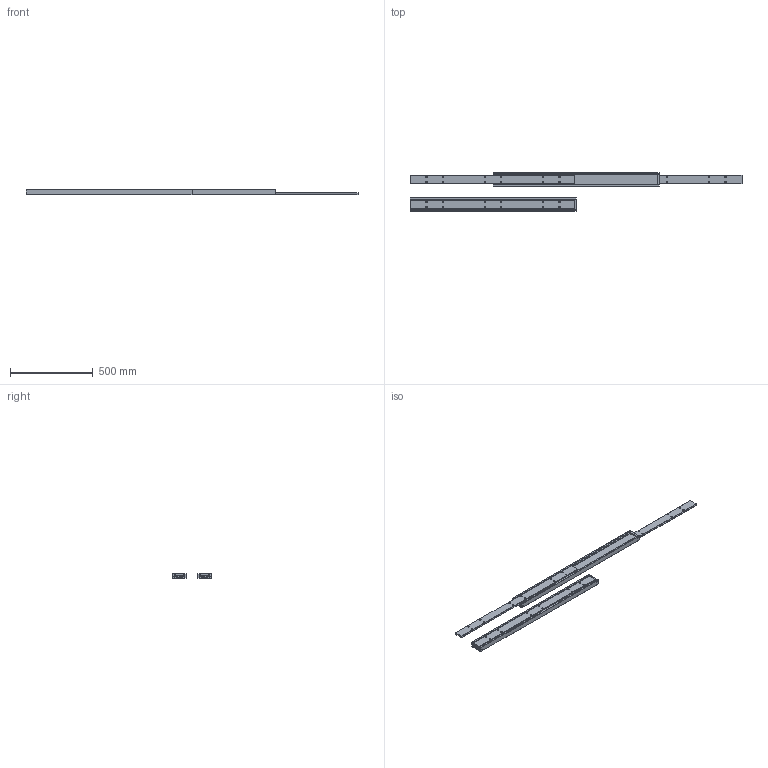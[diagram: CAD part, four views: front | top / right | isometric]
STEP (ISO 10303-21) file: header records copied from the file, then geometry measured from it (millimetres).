
FILE_DESCRIPTION(/* description */ ('Zusammenbau xx4180-080-035-0100U'),/* implementation_level */ '2;1');
FILE_NAME(/* name */ 'xx4180-080-035-0100U.stp',/* time_stamp */ '2022-06-27T13:52:49+02:00',/* author */ ('rkath'),/* organization */ ('ACCURIDE International GmbH'),/* preprocessor_version */ 'ST-DEVELOPER v17',/* originating_system */ 'Autodesk Inventor 2018',/* authorisation */ '');
FILE_SCHEMA (('AUTOMOTIVE_DESIGN { 1 0 10303 214 3 1 1 }'));
Length unit declared in the file: millimetre
Products named in the file (9): xx4180-080-035-0100U; 4180_OM; 4180_Retainer; xx4180-080-035-0100; 4180_OM_1; 4180_Anschlag; 4180_IM; 4180_Retainer_1; 15010440
Assembly tree (199 placements, depth 3):
  xx4180-080-035-0100U
    4180_IM  x2
    4180_OM
    4180_Anschlag  x2
    4180_Retainer  x2
    15010440  x92
    xx4180-080-035-0100
      4180_IM  x2
      4180_OM_1
      4180_Anschlag  x2
      4180_Retainer_1  x2
      15010440  x92
Bounding box: 2000 x 230 x 35 mm (x, y, z)
Volume: 4283495.7 mm3; surface area: 1414823 mm2
Topology: 198 solids, 198 shells, 1448 faces, 5220 edges, 3496 vertices
Faces by surface type: bspline 524, plane 468, cylinder 272, sphere 184
Full cylindrical faces by diameter (mm): 8.376 x48, 9.98 x184
Entity records: 22382 total; most frequent: CARTESIAN_POINT 6621, ORIENTED_EDGE 3488, DIRECTION 2755, EDGE_CURVE 1744, VERTEX_POINT 1168, AXIS2_PLACEMENT_3D 956, LINE 843, VECTOR 843
